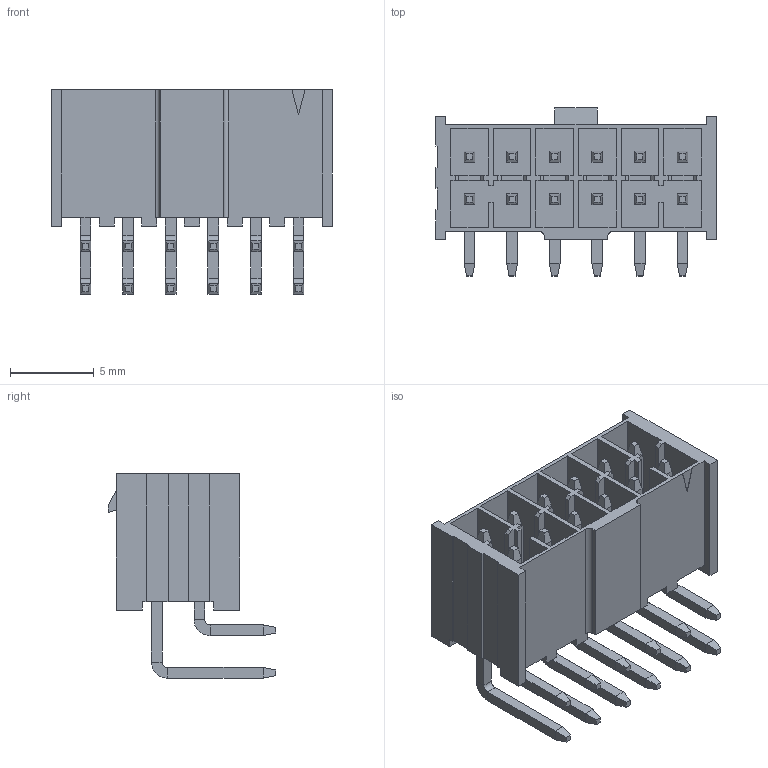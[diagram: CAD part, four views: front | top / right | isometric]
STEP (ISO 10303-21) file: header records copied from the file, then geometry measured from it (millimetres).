
FILE_DESCRIPTION( ('This file contains a STEP AP42 implementation' ,'as created by ZW3D STEP Interface translator.') ,'2;1' );
FILE_NAME( 'WF2549A-2WRXXXXT01.stp' ,'23 5 5.16 443', (''), ('ZWCAD Software Co.'), 'Version 1.0', 'ZW3D to STEP translator', '' );
FILE_SCHEMA(('AUTOMOTIVE_DESIGN { 1 0 10303 214 1 1 1 1 }'));
Length unit declared in the file: millimetre
Products named in the file (2): 0; WF2549A-2WR06XXT01
Bounding box: 16.76 x 10.01 x 12.19 mm (x, y, z)
Volume: 427.3 mm3; surface area: 1818.4 mm2
Topology: 1 solids, 1 shells, 540 faces, 1304 edges, 798 vertices
Faces by surface type: plane 514, cylinder 26
Entity records: 15834 total; most frequent: CARTESIAN_POINT 2931, ORIENTED_EDGE 2608, DIRECTION 2342, EDGE_CURVE 1304, VECTOR 1156, LINE 1156, VERTEX_POINT 798, AXIS2_PLACEMENT_3D 593
